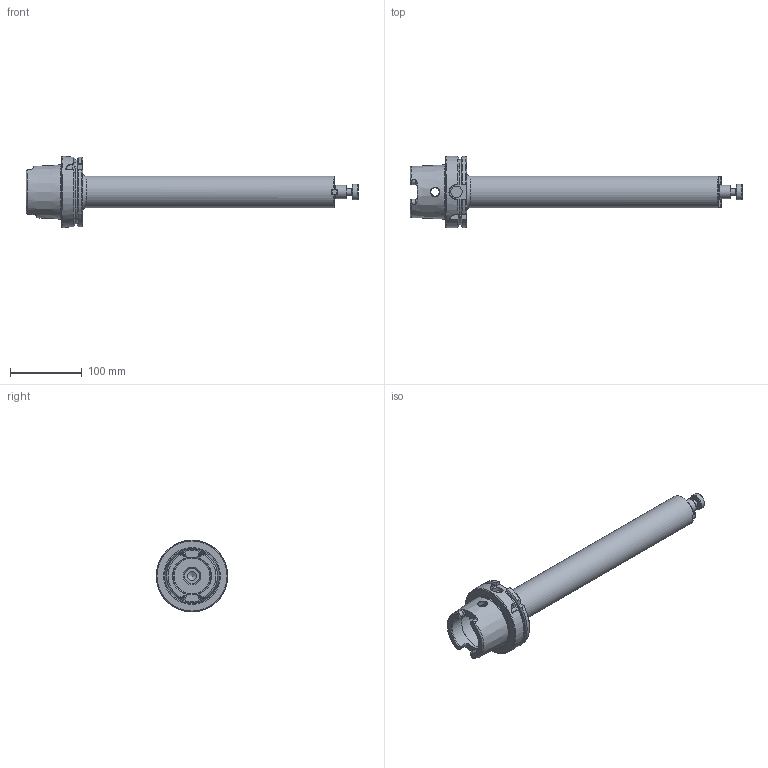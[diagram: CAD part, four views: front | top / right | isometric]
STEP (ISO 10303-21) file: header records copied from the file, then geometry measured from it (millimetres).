
FILE_DESCRIPTION(/* description */ (''),/* implementation_level */ '2;1');
FILE_NAME(/* name */ 'HSK100A-SM075-1500F.stp',/* time_stamp */ '2019-07-24T16:45:58-05:00',/* author */ ('ldfli'),/* organization */ ('Pioneer N.A.'),/* preprocessor_version */ 'ST-DEVELOPER v18',/* originating_system */ 'Autodesk Inventor LT',/* authorisation */ '');
FILE_SCHEMA (('AUTOMOTIVE_DESIGN { 1 0 10303 214 3 1 1 }'));
Length unit declared in the file: millimetre
Products named in the file (1): HSK100A-SM075-1500F
Bounding box: 464 x 100 x 100 mm (x, y, z)
Volume: 808148.3 mm3; surface area: 105557.6 mm2
Topology: 4 solids, 4 shells, 295 faces, 762 edges, 495 vertices
Faces by surface type: plane 152, cylinder 49, bspline 46, cone 25, torus 23
Full cylindrical faces by diameter (mm): 2.459 x2, 3 x4, 3.3 x2, 5.5 x2, 5.8 x2, 9.53 x1, 10 x1, 12 x3, 13 x1, 16 x1, 18.55 x1, 19.05 x1, 21 x1, 22 x1, 26 x1, 44.57 x1, 53 x2, 63 x1, 75.519 x1, 100 x1
Entity records: 12034 total; most frequent: CARTESIAN_POINT 5054, ORIENTED_EDGE 1520, DIRECTION 1330, EDGE_CURVE 760, VERTEX_POINT 497, AXIS2_PLACEMENT_3D 483, LINE 364, VECTOR 364
